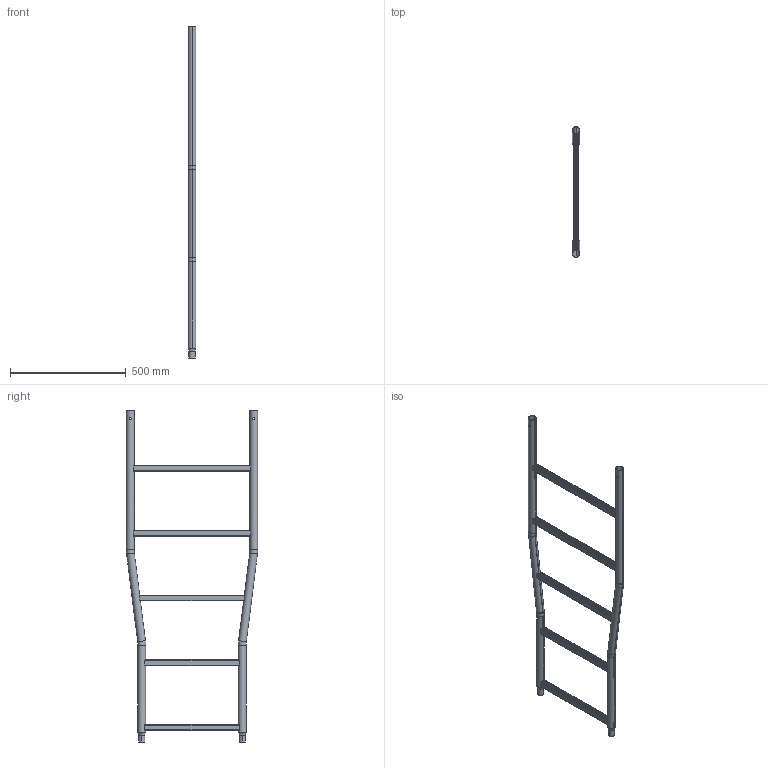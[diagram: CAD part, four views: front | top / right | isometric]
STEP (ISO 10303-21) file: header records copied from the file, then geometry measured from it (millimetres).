
FILE_DESCRIPTION (( 'STEP AP203' ), '1' );
FILE_NAME ('5288050005.STEP', '2024-04-24T13:49:28', ( '' ), ( '' ), 'SwSTEP 2.0', 'SolidWorks 2022', '' );
FILE_SCHEMA (( 'CONFIG_CONTROL_DESIGN' ));
Length unit declared in the file: metre
Products named in the file (1): 5288050005
Bounding box: 33.7 x 567.7 x 1434.96 mm (x, y, z)
Volume: 879666.6 mm3; surface area: 1001478 mm2
Topology: 7 solids, 7 shells, 378 faces, 1062 edges, 688 vertices
Faces by surface type: plane 244, cylinder 110, torus 16, cone 8
Entity records: 12643 total; most frequent: CARTESIAN_POINT 3441, ORIENTED_EDGE 2124, DIRECTION 1708, EDGE_CURVE 1062, VERTEX_POINT 688, VECTOR 646, LINE 646, AXIS2_PLACEMENT_3D 531
